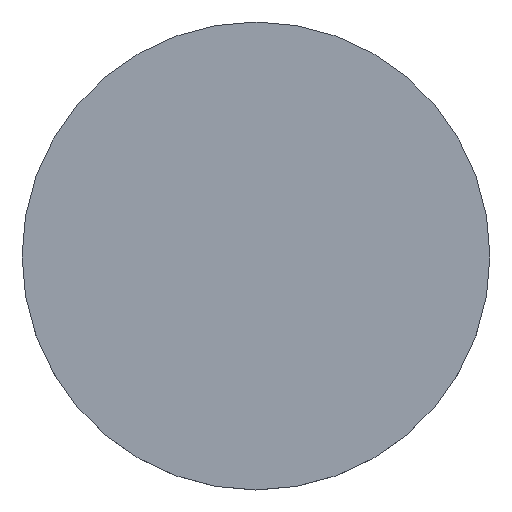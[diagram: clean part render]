
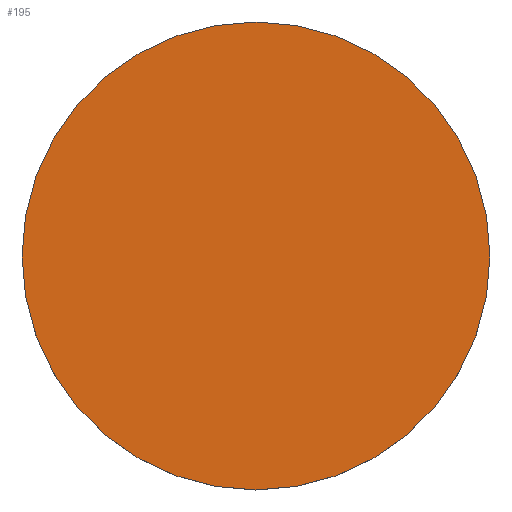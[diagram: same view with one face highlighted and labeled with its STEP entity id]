
A CAD part, top view. The second image highlights one B-rep face of the part: STEP entity #195.
In plain terms, the highlighted planar face has unit normal (0, 0, 1).
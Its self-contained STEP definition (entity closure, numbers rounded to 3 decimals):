
#25 = CARTESIAN_POINT ( 'NONE',  ( 0., 0., 3.5 ) ) ;
#31 = AXIS2_PLACEMENT_3D ( 'NONE', #198, #78, #56 ) ;
#43 = AXIS2_PLACEMENT_3D ( 'NONE', #227, #134, #203 ) ;
#55 = VERTEX_POINT ( 'NONE', #181 ) ;
#56 = DIRECTION ( 'NONE',  ( 1., 0., 0. ) ) ;
#57 = AXIS2_PLACEMENT_3D ( 'NONE', #25, #75, #131 ) ;
#58 = PLANE ( 'NONE',  #43 ) ;
#64 = EDGE_CURVE ( 'NONE', #65, #55, #120, .T. ) ;
#65 = VERTEX_POINT ( 'NONE', #220 ) ;
#75 = DIRECTION ( 'NONE',  ( 0., 0., -1. ) ) ;
#78 = DIRECTION ( 'NONE',  ( 0., 0., -1. ) ) ;
#81 = ORIENTED_EDGE ( 'NONE', *, *, #197, .F. ) ;
#120 = CIRCLE ( 'NONE', #31, 12.7 ) ;
#131 = DIRECTION ( 'NONE',  ( 1., 0., 0. ) ) ;
#134 = DIRECTION ( 'NONE',  ( 0., 0., 1. ) ) ;
#181 = CARTESIAN_POINT ( 'NONE',  ( -12.7, 0., 3.5 ) ) ;
#193 = CIRCLE ( 'NONE', #57, 12.7 ) ;
#195 = ADVANCED_FACE ( 'NONE', ( #224 ), #58, .T. ) ;
#197 = EDGE_CURVE ( 'NONE', #55, #65, #193, .T. ) ;
#198 = CARTESIAN_POINT ( 'NONE',  ( 0., 0., 3.5 ) ) ;
#203 = DIRECTION ( 'NONE',  ( 1., 0., 0. ) ) ;
#214 = ORIENTED_EDGE ( 'NONE', *, *, #64, .F. ) ;
#220 = CARTESIAN_POINT ( 'NONE',  ( 12.7, 0., 3.5 ) ) ;
#224 = FACE_OUTER_BOUND ( 'NONE', #235, .T. ) ;
#227 = CARTESIAN_POINT ( 'NONE',  ( 0., 26.112, 3.5 ) ) ;
#235 = EDGE_LOOP ( 'NONE', ( #214, #81 ) ) ;
